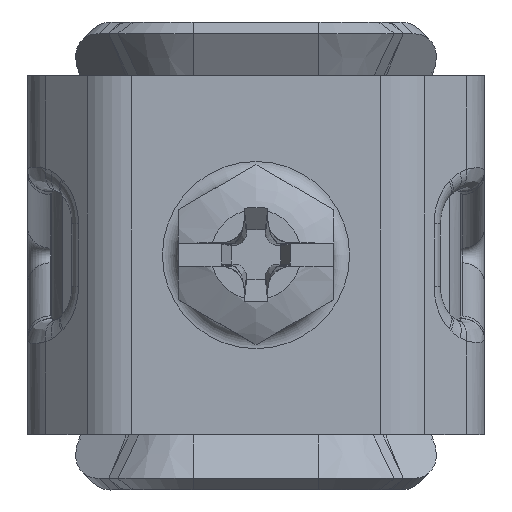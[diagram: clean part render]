
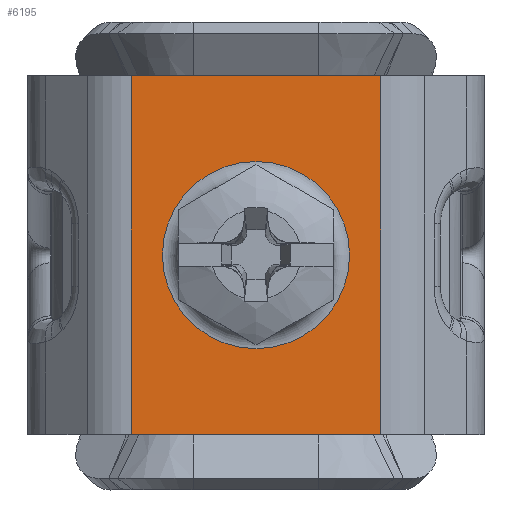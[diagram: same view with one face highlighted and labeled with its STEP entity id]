
A CAD part, top view. The second image highlights one B-rep face of the part: STEP entity #6195.
In plain terms, the highlighted planar face has unit normal (0, 0, 1).
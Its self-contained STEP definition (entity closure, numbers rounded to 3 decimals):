
#57=FACE_BOUND('',#2029,.T.);
#217=PLANE('',#6853);
#622=LINE('',#12702,#1120);
#623=LINE('',#12704,#1121);
#624=LINE('',#12706,#1122);
#625=LINE('',#12707,#1123);
#1120=VECTOR('',#8291,10.);
#1121=VECTOR('',#8292,10.);
#1122=VECTOR('',#8293,10.);
#1123=VECTOR('',#8294,10.);
#1635=FACE_OUTER_BOUND('',#2028,.T.);
#2028=EDGE_LOOP('',(#5173,#5174,#5175,#5176));
#2029=EDGE_LOOP('',(#5177));
#2406=CIRCLE('',#6849,6.);
#2968=VERTEX_POINT('',#12690);
#2971=VERTEX_POINT('',#12700);
#2972=VERTEX_POINT('',#12701);
#2973=VERTEX_POINT('',#12703);
#2974=VERTEX_POINT('',#12705);
#3739=EDGE_CURVE('',#2968,#2968,#2406,.T.);
#3743=EDGE_CURVE('',#2971,#2972,#622,.T.);
#3744=EDGE_CURVE('',#2973,#2972,#623,.T.);
#3745=EDGE_CURVE('',#2973,#2974,#624,.T.);
#3746=EDGE_CURVE('',#2971,#2974,#625,.T.);
#5173=ORIENTED_EDGE('',*,*,#3743,.T.);
#5174=ORIENTED_EDGE('',*,*,#3744,.F.);
#5175=ORIENTED_EDGE('',*,*,#3745,.T.);
#5176=ORIENTED_EDGE('',*,*,#3746,.F.);
#5177=ORIENTED_EDGE('',*,*,#3739,.F.);
#6195=ADVANCED_FACE('',(#1635,#57),#217,.T.);
#6849=AXIS2_PLACEMENT_3D('',#12692,#8280,#8281);
#6853=AXIS2_PLACEMENT_3D('',#12699,#8289,#8290);
#8280=DIRECTION('center_axis',(0.,0.,1.));
#8281=DIRECTION('ref_axis',(-1.,0.,0.));
#8289=DIRECTION('center_axis',(0.,0.,1.));
#8290=DIRECTION('ref_axis',(1.,0.,0.));
#8291=DIRECTION('',(0.,1.,0.));
#8292=DIRECTION('',(1.,0.,0.));
#8293=DIRECTION('',(0.,-1.,0.));
#8294=DIRECTION('',(-1.,0.,0.));
#12690=CARTESIAN_POINT('',(6.,-11.5,2.));
#12692=CARTESIAN_POINT('Origin',(0.,-11.5,2.));
#12699=CARTESIAN_POINT('Origin',(0.,-11.452,
2.));
#12700=CARTESIAN_POINT('',(8.,-23.,2.));
#12701=CARTESIAN_POINT('',(8.,0.,2.));
#12702=CARTESIAN_POINT('',(8.,-17.226,2.));
#12703=CARTESIAN_POINT('',(-8.,0.,2.));
#12704=CARTESIAN_POINT('',(41.,0.,2.));
#12705=CARTESIAN_POINT('',(-8.,-23.,2.));
#12706=CARTESIAN_POINT('',(-8.,-5.726,2.));
#12707=CARTESIAN_POINT('',(-40.,-23.,2.));
